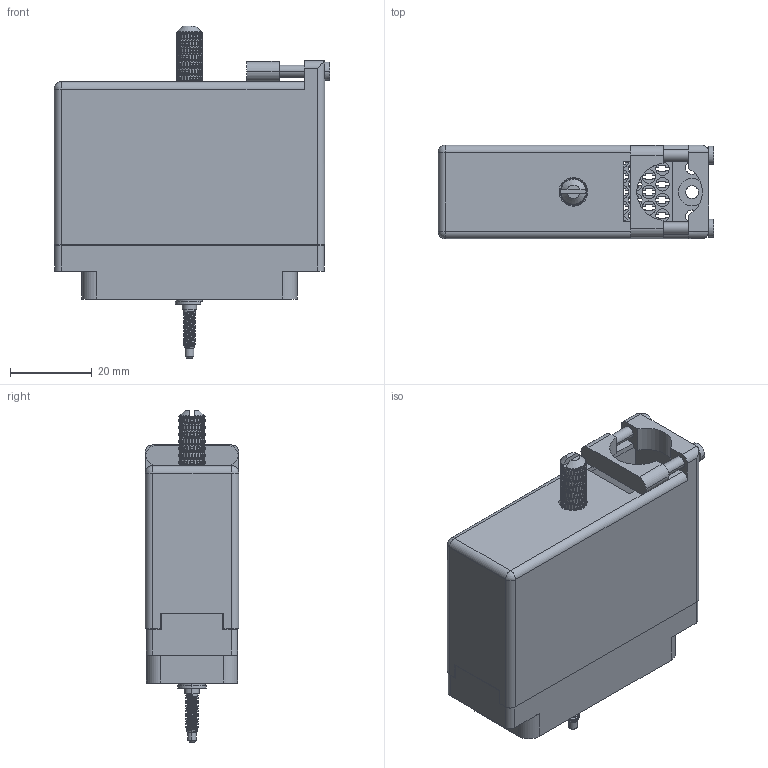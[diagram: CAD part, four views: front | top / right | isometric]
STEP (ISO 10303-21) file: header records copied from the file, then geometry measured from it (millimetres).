
FILE_DESCRIPTION (( 'STEP AP203' ), '1' );
FILE_NAME ('516-056-000-165.STEP', '2020-03-10T04:19:40', ( '' ), ( '' ), 'SwSTEP 2.0', 'SolidWorks 2016', '' );
FILE_SCHEMA (( 'CONFIG_CONTROL_DESIGN' ));
Length unit declared in the file: inch
Products named in the file (8): 516 Plug Insulator_056; 516-056-000-165; Actuating Screw Assy 038-056; 516-253-035-100; 516-251-035-100; 516-253-138-107; 516-250-038-111; 516-230-001_Metal - 056 Top Entry
Assembly tree (8 placements, depth 3):
  516-056-000-165
    516 Plug Insulator_056
    516-230-001_Metal - 056 Top Entry
    Actuating Screw Assy 038-056
      516-251-035-100
      516-253-035-100  x2
      516-253-138-107
      516-250-038-111
Bounding box: 67.31 x 22.83 x 81.03 mm (x, y, z)
Volume: 23872 mm3; surface area: 33978.4 mm2
Topology: 7 solids, 7 shells, 2681 faces, 6772 edges, 4122 vertices
Faces by surface type: plane 1006, bspline 1006, cylinder 647, cone 20, sphere 2
Entity records: 110005 total; most frequent: CARTESIAN_POINT 55764, ORIENTED_EDGE 13516, DIRECTION 8557, EDGE_CURVE 6758, VERTEX_POINT 4114, LINE 2963, VECTOR 2963, EDGE_LOOP 2834
